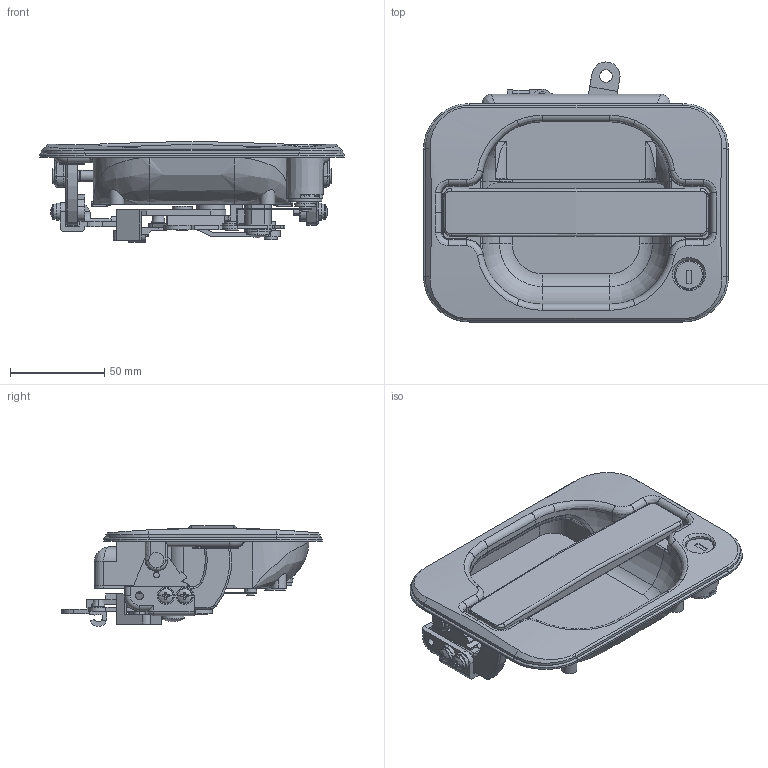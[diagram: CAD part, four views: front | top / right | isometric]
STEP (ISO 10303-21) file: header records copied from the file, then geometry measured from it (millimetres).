
FILE_DESCRIPTION (( 'STEP AP203' ), '1' );
FILE_NAME ('A-873-1C.STEP', '2012-02-29T08:02:50', ( '11sw' ), ( 'タキゲン製造株式会社' ), 'SwSTEP 2.0', 'SolidWorks 2011', '' );
FILE_SCHEMA (( 'CONFIG_CONTROL_DESIGN' ));
Products named in the file (22): A-873-1Cƒnƒ“ƒhƒ‹ƒpƒbƒLƒ“_; A-873-1Cシャフト_; A-873-1C裏板_; A-873-1C枠パッキン_; A-873-1Cハンドル_; A-873-1C本体_; A-873-1C; A-873-1C廫帤寠晅僞僢僺儞僱僕冇3亊L6_; A-873-1C十字穴付なべねじM4__M4×15; A-873-1CスプリングワッシャーM4__JIS B 1251 No.2 4; A-873-1Cブッシュ_; A-873-1C僗儔僀僪僶乕_; A-873-1C_1C用リンクバー_; A-873-1C儕儞僋僇儉_; A-873-1Cリンク_; A-873-1C可動アーム__現行品; A-873-1Cフック_; A-873-1Cキーカム_; A-873-1C_T儘乕僞乕_; A-873-1C三角板(左）_; A-873-1C三角板(右）_; A-873-1C兼用カム_
Assembly tree (30 placements, depth 2):
  A-873-1C
    A-873-1C_1C用リンクバー_
    A-873-1C本体_
    A-873-1C十字穴付なべねじM4__M4×15  x4
    A-873-1CスプリングワッシャーM4__JIS B 1251 No.2 4  x4
    A-873-1C可動アーム__現行品
    A-873-1C兼用カム_
    A-873-1Cフック_
    A-873-1Cƒnƒ“ƒhƒ‹ƒpƒbƒLƒ“_  x2
    A-873-1Cシャフト_  x2
    A-873-1Cキーカム_
    A-873-1C三角板(右）_
    A-873-1C_T儘乕僞乕_
    A-873-1C裏板_
    A-873-1C枠パッキン_
    A-873-1Cハンドル_
    A-873-1Cブッシュ_
    A-873-1C儕儞僋僇儉_
    A-873-1C廫帤寠晅僞僢僺儞僱僕冇3亊L6_  x2
    A-873-1C僗儔僀僪僶乕_
    A-873-1Cリンク_
    A-873-1C三角板(左）_
Bounding box: 162 x 138.18 x 53.63 mm (x, y, z)
Volume: 174500.8 mm3; surface area: 123867.9 mm2
Topology: 30 solids, 30 shells, 1386 faces, 3504 edges, 2199 vertices
Faces by surface type: cylinder 556, plane 536, torus 93, cone 92, bspline 91, sphere 18
Entity records: 43099 total; most frequent: CARTESIAN_POINT 12212, DIRECTION 6060, ORIENTED_EDGE 5878, EDGE_CURVE 2939, AXIS2_PLACEMENT_3D 2286, VERTEX_POINT 1864, VECTOR 1488, LINE 1488
